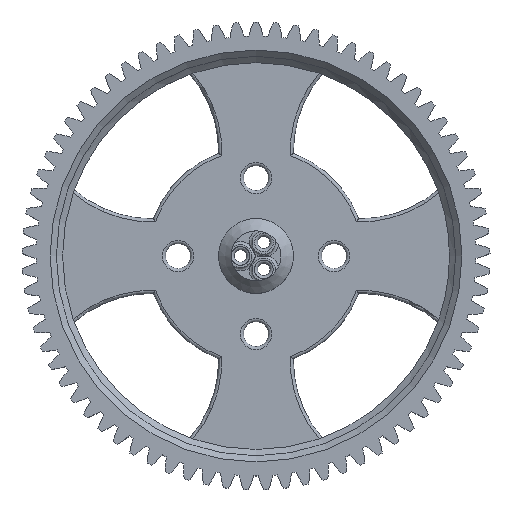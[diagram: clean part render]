
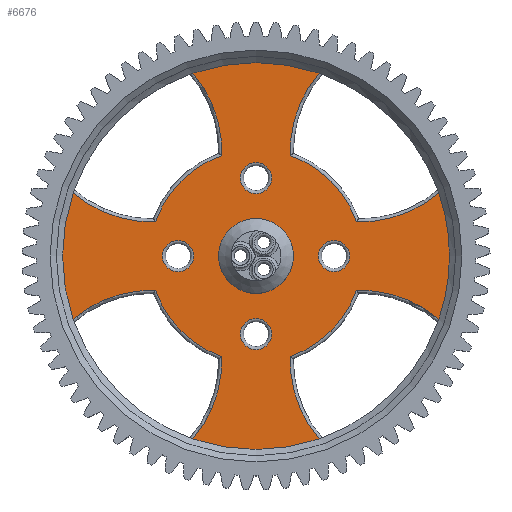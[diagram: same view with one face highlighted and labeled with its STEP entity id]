
A CAD part, top view. The second image highlights one B-rep face of the part: STEP entity #6676.
In plain terms, the highlighted planar face has unit normal (0, 0, 1).
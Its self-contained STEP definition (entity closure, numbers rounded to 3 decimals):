
#27=FACE_BOUND('',#1476,.T.);
#28=FACE_BOUND('',#1477,.T.);
#29=FACE_BOUND('',#1478,.T.);
#30=FACE_BOUND('',#1479,.T.);
#31=FACE_BOUND('',#1480,.T.);
#1056=PLANE('',#7458);
#1089=FACE_OUTER_BOUND('',#1475,.T.);
#1475=EDGE_LOOP('',(#4875,#4876,#4877,#4878,#4879,#4880,#4881,#4882,#4883,
#4884,#4885,#4886,#4887,#4888,#4889,#4890,#4891));
#1476=EDGE_LOOP('',(#4892));
#1477=EDGE_LOOP('',(#4893));
#1478=EDGE_LOOP('',(#4894));
#1479=EDGE_LOOP('',(#4895));
#1480=EDGE_LOOP('',(#4896));
#2225=CIRCLE('',#7457,2.5);
#2226=CIRCLE('',#7459,19.5);
#2227=CIRCLE('',#7460,17.);
#2228=CIRCLE('',#7461,19.5);
#2229=CIRCLE('',#7462,31.);
#2230=CIRCLE('',#7463,19.5);
#2231=CIRCLE('',#7464,17.);
#2232=CIRCLE('',#7465,19.5);
#2233=CIRCLE('',#7466,31.);
#2234=CIRCLE('',#7467,31.);
#2235=CIRCLE('',#7468,19.5);
#2236=CIRCLE('',#7469,17.);
#2237=CIRCLE('',#7470,19.5);
#2238=CIRCLE('',#7471,31.);
#2239=CIRCLE('',#7472,19.5);
#2240=CIRCLE('',#7473,17.);
#2241=CIRCLE('',#7474,19.5);
#2242=CIRCLE('',#7475,31.);
#2243=CIRCLE('',#7476,2.5);
#2244=CIRCLE('',#7477,2.5);
#2245=CIRCLE('',#7478,6.);
#2246=CIRCLE('',#7479,2.5);
#2951=VERTEX_POINT('',#11563);
#2952=VERTEX_POINT('',#11567);
#2953=VERTEX_POINT('',#11568);
#2954=VERTEX_POINT('',#11570);
#2955=VERTEX_POINT('',#11572);
#2956=VERTEX_POINT('',#11574);
#2957=VERTEX_POINT('',#11576);
#2958=VERTEX_POINT('',#11578);
#2959=VERTEX_POINT('',#11580);
#2960=VERTEX_POINT('',#11582);
#2961=VERTEX_POINT('',#11584);
#2962=VERTEX_POINT('',#11586);
#2963=VERTEX_POINT('',#11588);
#2964=VERTEX_POINT('',#11590);
#2965=VERTEX_POINT('',#11592);
#2966=VERTEX_POINT('',#11594);
#2967=VERTEX_POINT('',#11596);
#2968=VERTEX_POINT('',#11598);
#2969=VERTEX_POINT('',#11601);
#2970=VERTEX_POINT('',#11603);
#2971=VERTEX_POINT('',#11605);
#2972=VERTEX_POINT('',#11607);
#3705=EDGE_CURVE('',#2951,#2951,#2225,.T.);
#3706=EDGE_CURVE('',#2952,#2953,#2226,.T.);
#3707=EDGE_CURVE('',#2954,#2952,#2227,.T.);
#3708=EDGE_CURVE('',#2955,#2954,#2228,.T.);
#3709=EDGE_CURVE('',#2956,#2955,#2229,.T.);
#3710=EDGE_CURVE('',#2957,#2956,#2230,.T.);
#3711=EDGE_CURVE('',#2958,#2957,#2231,.T.);
#3712=EDGE_CURVE('',#2959,#2958,#2232,.T.);
#3713=EDGE_CURVE('',#2960,#2959,#2233,.T.);
#3714=EDGE_CURVE('',#2961,#2960,#2234,.T.);
#3715=EDGE_CURVE('',#2962,#2961,#2235,.T.);
#3716=EDGE_CURVE('',#2963,#2962,#2236,.T.);
#3717=EDGE_CURVE('',#2964,#2963,#2237,.T.);
#3718=EDGE_CURVE('',#2965,#2964,#2238,.T.);
#3719=EDGE_CURVE('',#2966,#2965,#2239,.T.);
#3720=EDGE_CURVE('',#2967,#2966,#2240,.T.);
#3721=EDGE_CURVE('',#2968,#2967,#2241,.T.);
#3722=EDGE_CURVE('',#2953,#2968,#2242,.T.);
#3723=EDGE_CURVE('',#2969,#2969,#2243,.T.);
#3724=EDGE_CURVE('',#2970,#2970,#2244,.T.);
#3725=EDGE_CURVE('',#2971,#2971,#2245,.T.);
#3726=EDGE_CURVE('',#2972,#2972,#2246,.T.);
#4875=ORIENTED_EDGE('',*,*,#3706,.F.);
#4876=ORIENTED_EDGE('',*,*,#3707,.F.);
#4877=ORIENTED_EDGE('',*,*,#3708,.F.);
#4878=ORIENTED_EDGE('',*,*,#3709,.F.);
#4879=ORIENTED_EDGE('',*,*,#3710,.F.);
#4880=ORIENTED_EDGE('',*,*,#3711,.F.);
#4881=ORIENTED_EDGE('',*,*,#3712,.F.);
#4882=ORIENTED_EDGE('',*,*,#3713,.F.);
#4883=ORIENTED_EDGE('',*,*,#3714,.F.);
#4884=ORIENTED_EDGE('',*,*,#3715,.F.);
#4885=ORIENTED_EDGE('',*,*,#3716,.F.);
#4886=ORIENTED_EDGE('',*,*,#3717,.F.);
#4887=ORIENTED_EDGE('',*,*,#3718,.F.);
#4888=ORIENTED_EDGE('',*,*,#3719,.F.);
#4889=ORIENTED_EDGE('',*,*,#3720,.F.);
#4890=ORIENTED_EDGE('',*,*,#3721,.F.);
#4891=ORIENTED_EDGE('',*,*,#3722,.F.);
#4892=ORIENTED_EDGE('',*,*,#3723,.F.);
#4893=ORIENTED_EDGE('',*,*,#3724,.F.);
#4894=ORIENTED_EDGE('',*,*,#3725,.T.);
#4895=ORIENTED_EDGE('',*,*,#3726,.F.);
#4896=ORIENTED_EDGE('',*,*,#3705,.F.);
#6676=ADVANCED_FACE('',(#1089,#27,#28,#29,#30,#31),#1056,.T.);
#7457=AXIS2_PLACEMENT_3D('',#11565,#8994,#8995);
#7458=AXIS2_PLACEMENT_3D('',#11566,#8996,#8997);
#7459=AXIS2_PLACEMENT_3D('',#11569,#8998,#8999);
#7460=AXIS2_PLACEMENT_3D('',#11571,#9000,#9001);
#7461=AXIS2_PLACEMENT_3D('',#11573,#9002,#9003);
#7462=AXIS2_PLACEMENT_3D('',#11575,#9004,#9005);
#7463=AXIS2_PLACEMENT_3D('',#11577,#9006,#9007);
#7464=AXIS2_PLACEMENT_3D('',#11579,#9008,#9009);
#7465=AXIS2_PLACEMENT_3D('',#11581,#9010,#9011);
#7466=AXIS2_PLACEMENT_3D('',#11583,#9012,#9013);
#7467=AXIS2_PLACEMENT_3D('',#11585,#9014,#9015);
#7468=AXIS2_PLACEMENT_3D('',#11587,#9016,#9017);
#7469=AXIS2_PLACEMENT_3D('',#11589,#9018,#9019);
#7470=AXIS2_PLACEMENT_3D('',#11591,#9020,#9021);
#7471=AXIS2_PLACEMENT_3D('',#11593,#9022,#9023);
#7472=AXIS2_PLACEMENT_3D('',#11595,#9024,#9025);
#7473=AXIS2_PLACEMENT_3D('',#11597,#9026,#9027);
#7474=AXIS2_PLACEMENT_3D('',#11599,#9028,#9029);
#7475=AXIS2_PLACEMENT_3D('',#11600,#9030,#9031);
#7476=AXIS2_PLACEMENT_3D('',#11602,#9032,#9033);
#7477=AXIS2_PLACEMENT_3D('',#11604,#9034,#9035);
#7478=AXIS2_PLACEMENT_3D('',#11606,#9036,#9037);
#7479=AXIS2_PLACEMENT_3D('',#11608,#9038,#9039);
#8994=DIRECTION('center_axis',(0.,0.,1.));
#8995=DIRECTION('ref_axis',(1.,0.,0.));
#8996=DIRECTION('center_axis',(0.,0.,1.));
#8997=DIRECTION('ref_axis',(1.,0.,0.));
#8998=DIRECTION('center_axis',(0.,0.,1.));
#8999=DIRECTION('ref_axis',(-0.342,0.94,0.));
#9000=DIRECTION('center_axis',(0.,0.,-1.));
#9001=DIRECTION('ref_axis',(-0.707,-0.707,0.));
#9002=DIRECTION('center_axis',(0.,0.,1.));
#9003=DIRECTION('ref_axis',(0.94,-0.342,0.));
#9004=DIRECTION('center_axis',(0.,0.,-1.));
#9005=DIRECTION('ref_axis',(-1.,0.,0.));
#9006=DIRECTION('center_axis',(0.,0.,1.));
#9007=DIRECTION('ref_axis',(-0.94,-0.342,0.));
#9008=DIRECTION('center_axis',(0.,0.,-1.));
#9009=DIRECTION('ref_axis',(0.707,-0.707,0.));
#9010=DIRECTION('center_axis',(0.,0.,1.));
#9011=DIRECTION('ref_axis',(0.342,0.94,0.));
#9012=DIRECTION('center_axis',(0.,0.,-1.));
#9013=DIRECTION('ref_axis',(-1.,0.,0.));
#9014=DIRECTION('center_axis',(0.,0.,-1.));
#9015=DIRECTION('ref_axis',(-1.,0.,0.));
#9016=DIRECTION('center_axis',(0.,0.,1.));
#9017=DIRECTION('ref_axis',(0.342,-0.94,0.));
#9018=DIRECTION('center_axis',(0.,0.,-1.));
#9019=DIRECTION('ref_axis',(0.707,0.707,0.));
#9020=DIRECTION('center_axis',(0.,0.,1.));
#9021=DIRECTION('ref_axis',(-0.94,0.342,0.));
#9022=DIRECTION('center_axis',(0.,0.,-1.));
#9023=DIRECTION('ref_axis',(-1.,0.,0.));
#9024=DIRECTION('center_axis',(0.,0.,1.));
#9025=DIRECTION('ref_axis',(0.94,0.342,0.));
#9026=DIRECTION('center_axis',(0.,0.,-1.));
#9027=DIRECTION('ref_axis',(-0.707,0.707,0.));
#9028=DIRECTION('center_axis',(0.,0.,1.));
#9029=DIRECTION('ref_axis',(-0.342,-0.94,0.));
#9030=DIRECTION('center_axis',(0.,0.,-1.));
#9031=DIRECTION('ref_axis',(-1.,0.,0.));
#9032=DIRECTION('center_axis',(0.,0.,1.));
#9033=DIRECTION('ref_axis',(1.,0.,0.));
#9034=DIRECTION('center_axis',(0.,0.,1.));
#9035=DIRECTION('ref_axis',(1.,0.,0.));
#9036=DIRECTION('center_axis',(0.,0.,-1.));
#9037=DIRECTION('ref_axis',(-1.,0.,0.));
#9038=DIRECTION('center_axis',(0.,0.,1.));
#9039=DIRECTION('ref_axis',(1.,0.,0.));
#11563=CARTESIAN_POINT('',(-15.,0.,3.));
#11565=CARTESIAN_POINT('Origin',(-12.5,0.,3.));
#11566=CARTESIAN_POINT('Origin',(0.,0.,
3.));
#11567=CARTESIAN_POINT('',(-16.088,-5.493,3.));
#11568=CARTESIAN_POINT('',(-29.309,-10.098,3.));
#11569=CARTESIAN_POINT('Origin',(-16.713,-24.983,3.));
#11570=CARTESIAN_POINT('',(-5.493,-16.088,3.));
#11571=CARTESIAN_POINT('Origin',(0.,0.,3.));
#11572=CARTESIAN_POINT('',(-10.098,-29.309,3.));
#11573=CARTESIAN_POINT('Origin',(-24.983,-16.713,3.));
#11574=CARTESIAN_POINT('',(10.098,-29.309,3.));
#11575=CARTESIAN_POINT('Origin',(0.,0.,3.));
#11576=CARTESIAN_POINT('',(5.493,-16.088,3.));
#11577=CARTESIAN_POINT('Origin',(24.983,-16.713,3.));
#11578=CARTESIAN_POINT('',(16.088,-5.493,3.));
#11579=CARTESIAN_POINT('Origin',(0.,0.,3.));
#11580=CARTESIAN_POINT('',(29.309,-10.098,3.));
#11581=CARTESIAN_POINT('Origin',(16.713,-24.983,3.));
#11582=CARTESIAN_POINT('',(31.,0.,3.));
#11583=CARTESIAN_POINT('Origin',(0.,0.,3.));
#11584=CARTESIAN_POINT('',(29.309,10.098,3.));
#11585=CARTESIAN_POINT('Origin',(0.,0.,3.));
#11586=CARTESIAN_POINT('',(16.088,5.493,3.));
#11587=CARTESIAN_POINT('Origin',(16.713,24.983,3.));
#11588=CARTESIAN_POINT('',(5.493,16.088,3.));
#11589=CARTESIAN_POINT('Origin',(0.,0.,3.));
#11590=CARTESIAN_POINT('',(10.098,29.309,3.));
#11591=CARTESIAN_POINT('Origin',(24.983,16.713,3.));
#11592=CARTESIAN_POINT('',(-10.098,29.309,3.));
#11593=CARTESIAN_POINT('Origin',(0.,0.,3.));
#11594=CARTESIAN_POINT('',(-5.493,16.088,3.));
#11595=CARTESIAN_POINT('Origin',(-24.983,16.713,3.));
#11596=CARTESIAN_POINT('',(-16.088,5.493,3.));
#11597=CARTESIAN_POINT('Origin',(0.,0.,3.));
#11598=CARTESIAN_POINT('',(-29.309,10.098,3.));
#11599=CARTESIAN_POINT('Origin',(-16.713,24.983,3.));
#11600=CARTESIAN_POINT('Origin',(0.,0.,3.));
#11601=CARTESIAN_POINT('',(-2.5,-12.5,3.));
#11602=CARTESIAN_POINT('Origin',(0.,-12.5,3.));
#11603=CARTESIAN_POINT('',(10.,0.,3.));
#11604=CARTESIAN_POINT('Origin',(12.5,0.,3.));
#11605=CARTESIAN_POINT('',(6.,0.,3.));
#11606=CARTESIAN_POINT('Origin',(0.,0.,3.));
#11607=CARTESIAN_POINT('',(-2.5,12.5,3.));
#11608=CARTESIAN_POINT('Origin',(0.,12.5,3.));
